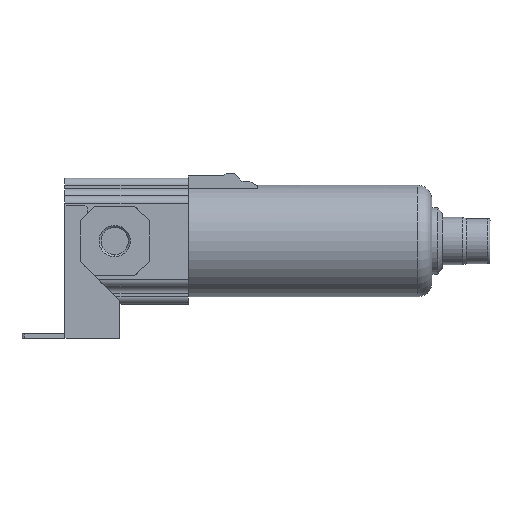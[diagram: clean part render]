
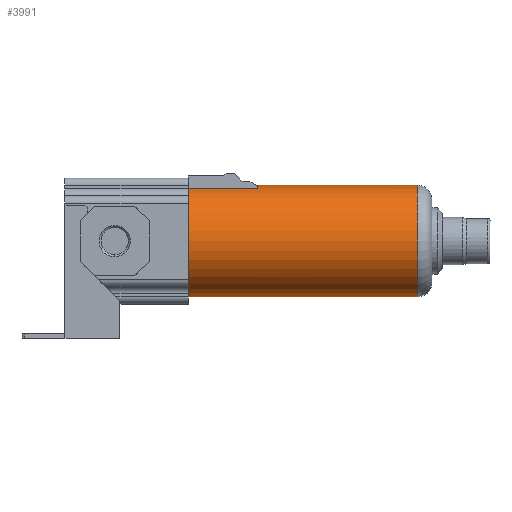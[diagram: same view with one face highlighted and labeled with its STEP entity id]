
A CAD part, left-side view. The second image highlights one B-rep face of the part: STEP entity #3991.
In plain terms, the highlighted cylindrical face has radius 23.45 mm (diameter 46.9 mm), a partial arc.
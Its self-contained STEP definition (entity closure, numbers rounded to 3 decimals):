
#49 = CARTESIAN_POINT ( 'NONE',  ( 0., -127.5, -23.45 ) ) ;
#92 = EDGE_CURVE ( 'NONE', #3467, #2671, #4296, .T. ) ;
#167 = DIRECTION ( 'NONE',  ( 0., 0., 1. ) ) ;
#206 = AXIS2_PLACEMENT_3D ( 'NONE', #2572, #4284, #2944 ) ;
#289 = CARTESIAN_POINT ( 'NONE',  ( -3.415, -60.1, 23.2 ) ) ;
#291 =( BOUNDED_CURVE ( )  B_SPLINE_CURVE ( 3, ( #4146, #1115, #1806, #4234 ),
 .UNSPECIFIED., .F., .F. ) 
 B_SPLINE_CURVE_WITH_KNOTS ( ( 4, 4 ),
 ( 2.995, 3.142 ),
 .UNSPECIFIED. ) 
 CURVE ( )  GEOMETRIC_REPRESENTATION_ITEM ( )  RATIONAL_B_SPLINE_CURVE ( ( 1., 0.998, 0.998, 1. ) ) 
 REPRESENTATION_ITEM ( '' )  );
#813 = ORIENTED_EDGE ( 'NONE', *, *, #4109, .F. ) ;
#850 = AXIS2_PLACEMENT_3D ( 'NONE', #2549, #922, #1865 ) ;
#877 = CYLINDRICAL_SURFACE ( 'NONE', #850, 23.45 ) ;
#922 = DIRECTION ( 'NONE',  ( 0., 1., 0. ) ) ;
#1014 = EDGE_CURVE ( 'NONE', #2671, #2600, #1180, .T. ) ;
#1035 = EDGE_CURVE ( 'NONE', #2600, #1799, #291, .T. ) ;
#1115 = CARTESIAN_POINT ( 'NONE',  ( -2.284, -59.803, 23.367 ) ) ;
#1180 = CIRCLE ( 'NONE', #4010, 23.45 ) ;
#1391 = VECTOR ( 'NONE', #2978, 1000. ) ;
#1410 = CIRCLE ( 'NONE', #1629, 23.45 ) ;
#1485 = EDGE_CURVE ( 'NONE', #3350, #1799, #1933, .T. ) ;
#1629 = AXIS2_PLACEMENT_3D ( 'NONE', #2945, #2215, #167 ) ;
#1725 = CARTESIAN_POINT ( 'NONE',  ( -8., -31., 22.043 ) ) ;
#1766 = VERTEX_POINT ( 'NONE', #1871 ) ;
#1799 = VERTEX_POINT ( 'NONE', #3499 ) ;
#1806 = CARTESIAN_POINT ( 'NONE',  ( -1.143, -59.654, 23.45 ) ) ;
#1857 = DIRECTION ( 'NONE',  ( 0., 1., 0. ) ) ;
#1865 = DIRECTION ( 'NONE',  ( 1., 0., 0. ) ) ;
#1871 = CARTESIAN_POINT ( 'NONE',  ( 0., -127.5, -23.45 ) ) ;
#1933 = LINE ( 'NONE', #2263, #2307 ) ;
#2153 = CARTESIAN_POINT ( 'NONE',  ( -8., -60.1, 22.043 ) ) ;
#2215 = DIRECTION ( 'NONE',  ( 0., 1., 0. ) ) ;
#2244 = DIRECTION ( 'NONE',  ( 0., 1., 0. ) ) ;
#2263 = CARTESIAN_POINT ( 'NONE',  ( 0., -127.5, 23.45 ) ) ;
#2267 = VECTOR ( 'NONE', #3436, 1000. ) ;
#2307 = VECTOR ( 'NONE', #2244, 1000. ) ;
#2451 = ORIENTED_EDGE ( 'NONE', *, *, #1035, .F. ) ;
#2453 = ORIENTED_EDGE ( 'NONE', *, *, #3977, .F. ) ;
#2472 = VERTEX_POINT ( 'NONE', #2878 ) ;
#2549 = CARTESIAN_POINT ( 'NONE',  ( 0., -158., 0. ) ) ;
#2572 = CARTESIAN_POINT ( 'NONE',  ( 0., -127.5, 0. ) ) ;
#2600 = VERTEX_POINT ( 'NONE', #289 ) ;
#2636 = ORIENTED_EDGE ( 'NONE', *, *, #1485, .T. ) ;
#2671 = VERTEX_POINT ( 'NONE', #2153 ) ;
#2878 = CARTESIAN_POINT ( 'NONE',  ( 0., -31., -23.45 ) ) ;
#2944 = DIRECTION ( 'NONE',  ( 0., 0., -1. ) ) ;
#2945 = CARTESIAN_POINT ( 'NONE',  ( 0., -31., 0. ) ) ;
#2978 = DIRECTION ( 'NONE',  ( 0., -1., 0. ) ) ;
#3069 = ORIENTED_EDGE ( 'NONE', *, *, #1014, .F. ) ;
#3180 = ORIENTED_EDGE ( 'NONE', *, *, #3222, .F. ) ;
#3205 = DIRECTION ( 'NONE',  ( 0., 0., 1. ) ) ;
#3222 = EDGE_CURVE ( 'NONE', #2472, #3467, #1410, .T. ) ;
#3350 = VERTEX_POINT ( 'NONE', #4027 ) ;
#3436 = DIRECTION ( 'NONE',  ( 0., 1., 0. ) ) ;
#3467 = VERTEX_POINT ( 'NONE', #1725 ) ;
#3499 = CARTESIAN_POINT ( 'NONE',  ( 0., -59.654, 23.45 ) ) ;
#3504 = CARTESIAN_POINT ( 'NONE',  ( 0., -60.1, 0. ) ) ;
#3734 = LINE ( 'NONE', #49, #2267 ) ;
#3956 = FACE_OUTER_BOUND ( 'NONE', #4154, .T. ) ;
#3969 = CARTESIAN_POINT ( 'NONE',  ( -8., -158., 22.043 ) ) ;
#3977 = EDGE_CURVE ( 'NONE', #3350, #1766, #4099, .T. ) ;
#3991 = ADVANCED_FACE ( 'NONE', ( #3956 ), #877, .T. ) ;
#4010 = AXIS2_PLACEMENT_3D ( 'NONE', #3504, #1857, #3205 ) ;
#4027 = CARTESIAN_POINT ( 'NONE',  ( 0., -127.5, 23.45 ) ) ;
#4099 = CIRCLE ( 'NONE', #206, 23.45 ) ;
#4109 = EDGE_CURVE ( 'NONE', #1766, #2472, #3734, .T. ) ;
#4146 = CARTESIAN_POINT ( 'NONE',  ( -3.415, -60.1, 23.2 ) ) ;
#4147 = ORIENTED_EDGE ( 'NONE', *, *, #92, .F. ) ;
#4154 = EDGE_LOOP ( 'NONE', ( #2451, #3069, #4147, #3180, #813, #2453, #2636 ) ) ;
#4234 = CARTESIAN_POINT ( 'NONE',  ( 0., -59.654, 23.45 ) ) ;
#4284 = DIRECTION ( 'NONE',  ( 0., -1., 0. ) ) ;
#4296 = LINE ( 'NONE', #3969, #1391 ) ;
